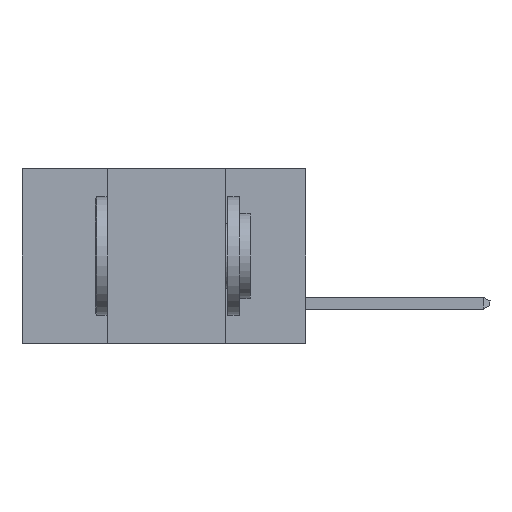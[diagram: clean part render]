
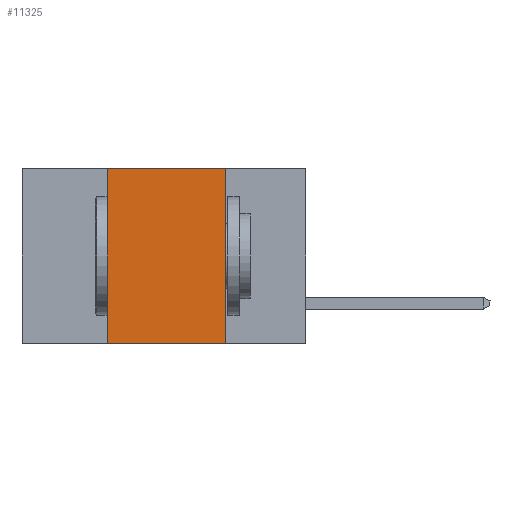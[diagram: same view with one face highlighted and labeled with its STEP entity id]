
A CAD part, left-side view. The second image highlights one B-rep face of the part: STEP entity #11325.
In plain terms, the highlighted planar face has unit normal (-1, 0, 0).
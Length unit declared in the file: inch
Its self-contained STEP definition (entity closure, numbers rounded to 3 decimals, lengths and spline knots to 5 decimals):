
#88 = CARTESIAN_POINT ( 'NONE',  ( 0., 0.17, -0.37 ) ) ;
#205 = ORIENTED_EDGE ( 'NONE', *, *, #5265, .F. ) ;
#780 = CARTESIAN_POINT ( 'NONE',  ( 0., 0.42, 0. ) ) ;
#1371 = VERTEX_POINT ( 'NONE', #4304 ) ;
#2259 = VECTOR ( 'NONE', #5468, 39.37008 ) ;
#2501 = DIRECTION ( 'NONE',  ( 0., -1., 0. ) ) ;
#2882 = LINE ( 'NONE', #11330, #2259 ) ;
#3427 = DIRECTION ( 'NONE',  ( 1., 0., 0. ) ) ;
#3567 = LINE ( 'NONE', #4876, #4887 ) ;
#3712 = CARTESIAN_POINT ( 'NONE',  ( 0., 0.17, 0. ) ) ;
#4304 = CARTESIAN_POINT ( 'NONE',  ( 0., 0.42, -0.37 ) ) ;
#4427 = VECTOR ( 'NONE', #9520, 39.37008 ) ;
#4437 = EDGE_CURVE ( 'NONE', #11666, #10151, #7074, .T. ) ;
#4876 = CARTESIAN_POINT ( 'NONE',  ( 0., 0.6, -0.37 ) ) ;
#4887 = VECTOR ( 'NONE', #4916, 39.37008 ) ;
#4916 = DIRECTION ( 'NONE',  ( 0., -1., 0. ) ) ;
#5265 = EDGE_CURVE ( 'NONE', #1371, #11666, #2882, .T. ) ;
#5468 = DIRECTION ( 'NONE',  ( 0., 0., 1. ) ) ;
#5474 = PLANE ( 'NONE',  #11527 ) ;
#5546 = EDGE_CURVE ( 'NONE', #10151, #12080, #9513, .T. ) ;
#6289 = CARTESIAN_POINT ( 'NONE',  ( 0., 0.6, 0. ) ) ;
#6458 = DIRECTION ( 'NONE',  ( 0., 0., -1. ) ) ;
#6535 = CARTESIAN_POINT ( 'NONE',  ( 0., 0.17, 0. ) ) ;
#7074 = LINE ( 'NONE', #6289, #7377 ) ;
#7377 = VECTOR ( 'NONE', #2501, 39.37008 ) ;
#9222 = FACE_OUTER_BOUND ( 'NONE', #10718, .T. ) ;
#9513 = LINE ( 'NONE', #3712, #4427 ) ;
#9520 = DIRECTION ( 'NONE',  ( 0., 0., -1. ) ) ;
#9864 = ORIENTED_EDGE ( 'NONE', *, *, #5546, .F. ) ;
#10139 = ORIENTED_EDGE ( 'NONE', *, *, #10847, .T. ) ;
#10151 = VERTEX_POINT ( 'NONE', #6535 ) ;
#10718 = EDGE_LOOP ( 'NONE', ( #9864, #10794, #205, #10139 ) ) ;
#10794 = ORIENTED_EDGE ( 'NONE', *, *, #4437, .F. ) ;
#10847 = EDGE_CURVE ( 'NONE', #1371, #12080, #3567, .T. ) ;
#11325 = ADVANCED_FACE ( 'NONE', ( #9222 ), #5474, .F. ) ;
#11330 = CARTESIAN_POINT ( 'NONE',  ( 0., 0.42, 0. ) ) ;
#11527 = AXIS2_PLACEMENT_3D ( 'NONE', #12193, #3427, #6458 ) ;
#11666 = VERTEX_POINT ( 'NONE', #780 ) ;
#12080 = VERTEX_POINT ( 'NONE', #88 ) ;
#12193 = CARTESIAN_POINT ( 'NONE',  ( 0., 0.6, 0. ) ) ;
